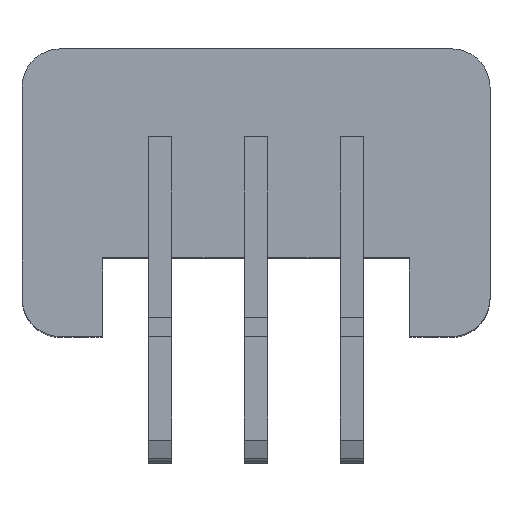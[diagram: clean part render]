
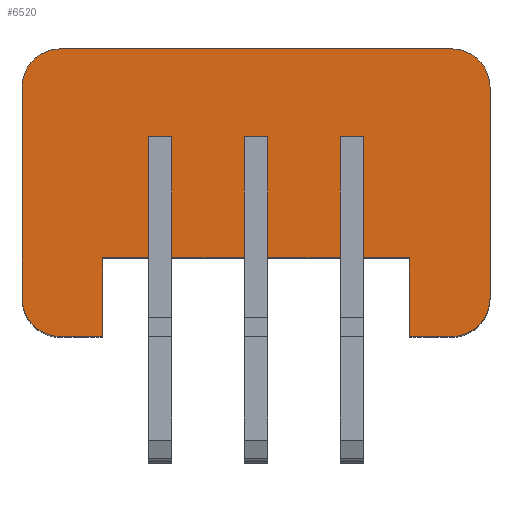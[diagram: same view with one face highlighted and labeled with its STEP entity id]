
A CAD part, top view. The second image highlights one B-rep face of the part: STEP entity #6520.
In plain terms, the highlighted planar face has unit normal (0, 0, 1).
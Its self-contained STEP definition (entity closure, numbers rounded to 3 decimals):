
#4610=CARTESIAN_POINT('',(-7.274,32.026,14.2));
#4620=DIRECTION('',(0.,0.,-1.));
#4630=DIRECTION('',(-1.,0.,0.));
#4640=AXIS2_PLACEMENT_3D('',#4610,#4620,#4630);
#4650=PLANE('',#4640);
#4660=CARTESIAN_POINT('',(0.278,32.385,14.2));
#4670=DIRECTION('',(0.,0.,-1.));
#4680=DIRECTION('',(-1.,0.,0.));
#4690=AXIS2_PLACEMENT_3D('',#4660,#4670,#4680);
#4700=CIRCLE('',#4690,1.);
#4710=CARTESIAN_POINT('',(0.278,33.385,14.2));
#4720=VERTEX_POINT('',#4710);
#4730=CARTESIAN_POINT('',(1.278,32.385,14.2));
#4740=VERTEX_POINT('',#4730);
#4750=EDGE_CURVE('',#4720,#4740,#4700,.T.);
#4760=ORIENTED_EDGE('',*,*,#4750,.F.);
#4770=CARTESIAN_POINT('',(1.278,0.,14.2));
#4780=DIRECTION('',(0.,-1.,0.));
#4790=VECTOR('',#4780,1.);
#4800=LINE('',#4770,#4790);
#4810=CARTESIAN_POINT('',(1.278,26.885,14.2));
#4820=VERTEX_POINT('',#4810);
#4830=EDGE_CURVE('',#4740,#4820,#4800,.T.);
#4840=ORIENTED_EDGE('',*,*,#4830,.F.);
#4850=CARTESIAN_POINT('',(0.278,26.885,14.2));
#4860=DIRECTION('',(0.,0.,-1.));
#4870=DIRECTION('',(-1.,0.,0.));
#4880=AXIS2_PLACEMENT_3D('',#4850,#4860,#4870);
#4890=CIRCLE('',#4880,1.);
#4900=CARTESIAN_POINT('',(0.278,25.885,14.2));
#4910=VERTEX_POINT('',#4900);
#4920=EDGE_CURVE('',#4820,#4910,#4890,.T.);
#4930=ORIENTED_EDGE('',*,*,#4920,.F.);
#4940=CARTESIAN_POINT('',(0.,25.885,14.2));
#4950=DIRECTION('',(-1.,0.,0.));
#4960=VECTOR('',#4950,1.);
#4970=LINE('',#4940,#4960);
#4980=CARTESIAN_POINT('',(-0.822,25.885,14.2));
#4990=VERTEX_POINT('',#4980);
#5000=EDGE_CURVE('',#4910,#4990,#4970,.T.);
#5010=ORIENTED_EDGE('',*,*,#5000,.F.);
#5020=CARTESIAN_POINT('',(-0.822,0.,14.2));
#5030=DIRECTION('',(0.,1.,0.));
#5040=VECTOR('',#5030,1.);
#5050=LINE('',#5020,#5040);
#5060=CARTESIAN_POINT('',(-0.822,27.935,14.2));
#5070=VERTEX_POINT('',#5060);
#5080=EDGE_CURVE('',#4990,#5070,#5050,.T.);
#5090=ORIENTED_EDGE('',*,*,#5080,.F.);
#5100=CARTESIAN_POINT('',(0.,27.935,14.2));
#5110=DIRECTION('',(-1.,0.,0.));
#5120=VECTOR('',#5110,1.);
#5130=LINE('',#5100,#5120);
#5140=CARTESIAN_POINT('',(-2.022,27.935,14.2));
#5150=VERTEX_POINT('',#5140);
#5160=EDGE_CURVE('',#5070,#5150,#5130,.T.);
#5170=ORIENTED_EDGE('',*,*,#5160,.F.);
#5180=CARTESIAN_POINT('',(-2.022,0.,14.2));
#5190=DIRECTION('',(0.,1.,0.));
#5200=VECTOR('',#5190,1.);
#5210=LINE('',#5180,#5200);
#5220=CARTESIAN_POINT('',(-2.022,31.085,14.2));
#5230=VERTEX_POINT('',#5220);
#5240=EDGE_CURVE('',#5150,#5230,#5210,.T.);
#5250=ORIENTED_EDGE('',*,*,#5240,.F.);
#5260=CARTESIAN_POINT('',(0.,31.085,14.2));
#5270=DIRECTION('',(1.,0.,0.));
#5280=VECTOR('',#5270,1.);
#5290=LINE('',#5260,#5280);
#5300=CARTESIAN_POINT('',(-2.622,31.085,14.2));
#5310=VERTEX_POINT('',#5300);
#5320=EDGE_CURVE('',#5310,#5230,#5290,.T.);
#5330=ORIENTED_EDGE('',*,*,#5320,.T.);
#5340=CARTESIAN_POINT('',(-2.622,0.,14.2));
#5350=DIRECTION('',(0.,1.,0.));
#5360=VECTOR('',#5350,1.);
#5370=LINE('',#5340,#5360);
#5380=CARTESIAN_POINT('',(-2.622,27.935,14.2));
#5390=VERTEX_POINT('',#5380);
#5400=EDGE_CURVE('',#5390,#5310,#5370,.T.);
#5410=ORIENTED_EDGE('',*,*,#5400,.T.);
#5420=CARTESIAN_POINT('',(-4.522,27.935,14.2));
#5430=VERTEX_POINT('',#5420);
#5440=EDGE_CURVE('',#5390,#5430,#5130,.T.);
#5450=ORIENTED_EDGE('',*,*,#5440,.F.);
#5460=CARTESIAN_POINT('',(-4.522,0.,14.2));
#5470=DIRECTION('',(0.,1.,0.));
#5480=VECTOR('',#5470,1.);
#5490=LINE('',#5460,#5480);
#5500=CARTESIAN_POINT('',(-4.522,31.085,14.2));
#5510=VERTEX_POINT('',#5500);
#5520=EDGE_CURVE('',#5430,#5510,#5490,.T.);
#5530=ORIENTED_EDGE('',*,*,#5520,.F.);
#5540=CARTESIAN_POINT('',(0.,31.085,14.2));
#5550=DIRECTION('',(1.,0.,0.));
#5560=VECTOR('',#5550,1.);
#5570=LINE('',#5540,#5560);
#5580=CARTESIAN_POINT('',(-5.122,31.085,14.2));
#5590=VERTEX_POINT('',#5580);
#5600=EDGE_CURVE('',#5590,#5510,#5570,.T.);
#5610=ORIENTED_EDGE('',*,*,#5600,.T.);
#5620=CARTESIAN_POINT('',(-5.122,0.,14.2));
#5630=DIRECTION('',(0.,1.,0.));
#5640=VECTOR('',#5630,1.);
#5650=LINE('',#5620,#5640);
#5660=CARTESIAN_POINT('',(-5.122,27.935,14.2));
#5670=VERTEX_POINT('',#5660);
#5680=EDGE_CURVE('',#5670,#5590,#5650,.T.);
#5690=ORIENTED_EDGE('',*,*,#5680,.T.);
#5700=CARTESIAN_POINT('',(-7.022,27.935,14.2));
#5710=VERTEX_POINT('',#5700);
#5720=EDGE_CURVE('',#5670,#5710,#5130,.T.);
#5730=ORIENTED_EDGE('',*,*,#5720,.F.);
#5740=CARTESIAN_POINT('',(-7.022,0.,14.2));
#5750=DIRECTION('',(0.,1.,0.));
#5760=VECTOR('',#5750,1.);
#5770=LINE('',#5740,#5760);
#5780=CARTESIAN_POINT('',(-7.022,31.085,14.2));
#5790=VERTEX_POINT('',#5780);
#5800=EDGE_CURVE('',#5710,#5790,#5770,.T.);
#5810=ORIENTED_EDGE('',*,*,#5800,.F.);
#5820=CARTESIAN_POINT('',(0.,31.085,14.2));
#5830=DIRECTION('',(1.,0.,0.));
#5840=VECTOR('',#5830,1.);
#5850=LINE('',#5820,#5840);
#5860=CARTESIAN_POINT('',(-7.622,31.085,14.2));
#5870=VERTEX_POINT('',#5860);
#5880=EDGE_CURVE('',#5870,#5790,#5850,.T.);
#5890=ORIENTED_EDGE('',*,*,#5880,.T.);
#5900=CARTESIAN_POINT('',(-7.622,0.,14.2));
#5910=DIRECTION('',(0.,1.,0.));
#5920=VECTOR('',#5910,1.);
#5930=LINE('',#5900,#5920);
#5940=CARTESIAN_POINT('',(-7.622,27.935,14.2));
#5950=VERTEX_POINT('',#5940);
#5960=EDGE_CURVE('',#5950,#5870,#5930,.T.);
#5970=ORIENTED_EDGE('',*,*,#5960,.T.);
#5980=CARTESIAN_POINT('',(-8.822,27.935,14.2));
#5990=VERTEX_POINT('',#5980);
#6000=EDGE_CURVE('',#5950,#5990,#5130,.T.);
#6010=ORIENTED_EDGE('',*,*,#6000,.F.);
#6020=CARTESIAN_POINT('',(-8.822,0.,14.2));
#6030=DIRECTION('',(0.,1.,0.));
#6040=VECTOR('',#6030,1.);
#6050=LINE('',#6020,#6040);
#6060=CARTESIAN_POINT('',(-8.822,25.885,14.2));
#6070=VERTEX_POINT('',#6060);
#6080=EDGE_CURVE('',#6070,#5990,#6050,.T.);
#6090=ORIENTED_EDGE('',*,*,#6080,.T.);
#6100=CARTESIAN_POINT('',(0.,25.885,14.2));
#6110=DIRECTION('',(1.,0.,0.));
#6120=VECTOR('',#6110,1.);
#6130=LINE('',#6100,#6120);
#6140=CARTESIAN_POINT('',(-9.922,25.885,14.2));
#6150=VERTEX_POINT('',#6140);
#6160=EDGE_CURVE('',#6150,#6070,#6130,.T.);
#6170=ORIENTED_EDGE('',*,*,#6160,.T.);
#6180=CARTESIAN_POINT('',(-9.922,26.885,14.2));
#6190=DIRECTION('',(0.,0.,1.));
#6200=DIRECTION('',(1.,0.,0.));
#6210=AXIS2_PLACEMENT_3D('',#6180,#6190,#6200);
#6220=CIRCLE('',#6210,1.);
#6230=CARTESIAN_POINT('',(-10.922,26.885,14.2));
#6240=VERTEX_POINT('',#6230);
#6250=EDGE_CURVE('',#6240,#6150,#6220,.T.);
#6260=ORIENTED_EDGE('',*,*,#6250,.T.);
#6270=CARTESIAN_POINT('',(-10.922,0.,14.2));
#6280=DIRECTION('',(0.,-1.,0.));
#6290=VECTOR('',#6280,1.);
#6300=LINE('',#6270,#6290);
#6310=CARTESIAN_POINT('',(-10.922,32.385,14.2));
#6320=VERTEX_POINT('',#6310);
#6330=EDGE_CURVE('',#6320,#6240,#6300,.T.);
#6340=ORIENTED_EDGE('',*,*,#6330,.T.);
#6350=CARTESIAN_POINT('',(-9.922,32.385,14.2));
#6360=DIRECTION('',(0.,0.,1.));
#6370=DIRECTION('',(1.,0.,0.));
#6380=AXIS2_PLACEMENT_3D('',#6350,#6360,#6370);
#6390=CIRCLE('',#6380,1.);
#6400=CARTESIAN_POINT('',(-9.922,33.385,14.2));
#6410=VERTEX_POINT('',#6400);
#6420=EDGE_CURVE('',#6410,#6320,#6390,.T.);
#6430=ORIENTED_EDGE('',*,*,#6420,.T.);
#6440=CARTESIAN_POINT('',(0.,33.385,14.2));
#6450=DIRECTION('',(1.,0.,0.));
#6460=VECTOR('',#6450,1.);
#6470=LINE('',#6440,#6460);
#6480=EDGE_CURVE('',#6410,#4720,#6470,.T.);
#6490=ORIENTED_EDGE('',*,*,#6480,.F.);
#6500=EDGE_LOOP('',(#6490,#6430,#6340,#6260,#6170,#6090,#6010,#5970,
#5890,#5810,#5730,#5690,#5610,#5530,#5450,#5410,#5330,#5250,#5170,#5090,
#5010,#4930,#4840,#4760));
#6510=FACE_OUTER_BOUND('',#6500,.T.);
#6520=ADVANCED_FACE('',(#6510),#4650,.F.);
